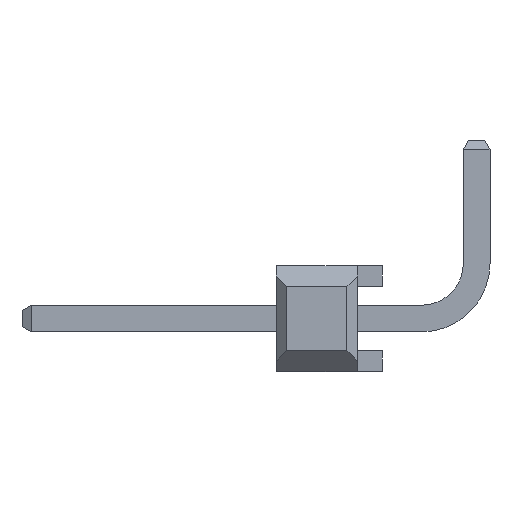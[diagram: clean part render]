
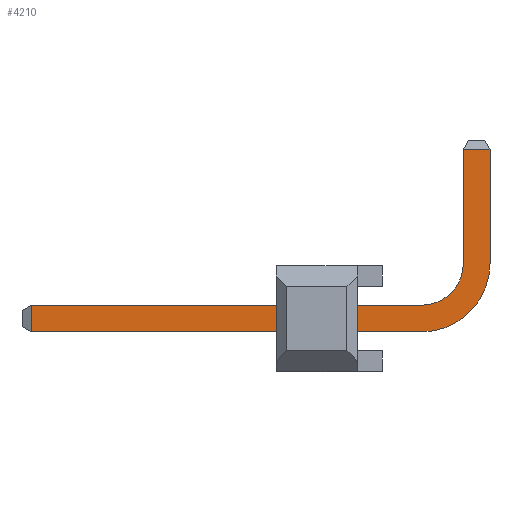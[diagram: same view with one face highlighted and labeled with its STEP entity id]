
A CAD part, left-side view. The second image highlights one B-rep face of the part: STEP entity #4210.
In plain terms, the highlighted planar face has unit normal (-1, 0, 0).
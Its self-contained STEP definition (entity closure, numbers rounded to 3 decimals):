
#3854=DIRECTION('',(0.,1.,0.));
#3855=VECTOR('',#3854,0.64);
#3856=CARTESIAN_POINT('',(-0.32,-0.32,9.223));
#3857=LINE('',#3856,#3855);
#3868=DIRECTION('',(0.,0.,-1.));
#3869=VECTOR('',#3868,9.363);
#3870=CARTESIAN_POINT('',(-0.32,-0.32,9.223));
#3871=LINE('',#3870,#3869);
#3875=CARTESIAN_POINT('',(-0.32,-1.32,-0.14));
#3876=DIRECTION('',(-1.,0.,0.));
#3877=DIRECTION('',(0.,1.,0.));
#3878=AXIS2_PLACEMENT_3D('',#3875,#3876,#3877);
#3883=DIRECTION('',(0.,-1.,0.));
#3884=VECTOR('',#3883,2.733);
#3885=CARTESIAN_POINT('',(-0.32,-1.32,-1.14));
#3886=LINE('',#3885,#3884);
#3919=DIRECTION('',(0.,0.,-1.));
#3920=VECTOR('',#3919,9.363);
#3921=CARTESIAN_POINT('',(-0.32,0.32,9.223));
#3922=LINE('',#3921,#3920);
#3933=CARTESIAN_POINT('',(-0.32,-1.32,-0.14));
#3934=DIRECTION('',(-1.,0.,0.));
#3935=DIRECTION('',(0.,1.,0.));
#3936=AXIS2_PLACEMENT_3D('',#3933,#3934,#3935);
#3948=DIRECTION('',(0.,-1.,0.));
#3949=VECTOR('',#3948,2.733);
#3950=CARTESIAN_POINT('',(-0.32,-1.32,-1.78));
#3951=LINE('',#3950,#3949);
#4018=DIRECTION('',(0.,0.,-1.));
#4019=VECTOR('',#4018,0.64);
#4020=CARTESIAN_POINT('',(-0.32,-4.053,-1.14));
#4021=LINE('',#4020,#4019);
#4069=CARTESIAN_POINT('',(-0.32,-0.32,-0.14));
#4071=VERTEX_POINT('',#4069);
#4072=CARTESIAN_POINT('',(-0.32,0.32,-0.14));
#4074=VERTEX_POINT('',#4072);
#4077=CARTESIAN_POINT('',(-0.32,-1.32,-1.14));
#4079=VERTEX_POINT('',#4077);
#4080=CARTESIAN_POINT('',(-0.32,-1.32,-1.78));
#4082=VERTEX_POINT('',#4080);
#4088=CARTESIAN_POINT('',(-0.32,0.32,9.223));
#4090=VERTEX_POINT('',#4088);
#4098=CARTESIAN_POINT('',(-0.32,-0.32,9.223));
#4099=VERTEX_POINT('',#4098);
#4110=CARTESIAN_POINT('',(-0.32,-4.053,-1.78));
#4111=VERTEX_POINT('',#4110);
#4114=CARTESIAN_POINT('',(-0.32,-4.053,-1.14));
#4115=VERTEX_POINT('',#4114);
#4188=CARTESIAN_POINT('',(-0.32,-0.32,9.44));
#4189=DIRECTION('',(-1.,0.,0.));
#4190=DIRECTION('',(0.,1.,0.));
#4191=AXIS2_PLACEMENT_3D('',#4188,#4189,#4190);
#4192=PLANE('',#4191);
#4193=ORIENTED_EDGE('',*,*,#4182,.F.);
#4195=ORIENTED_EDGE('',*,*,#4194,.T.);
#4197=ORIENTED_EDGE('',*,*,#4196,.T.);
#4199=ORIENTED_EDGE('',*,*,#4198,.T.);
#4201=ORIENTED_EDGE('',*,*,#4200,.T.);
#4203=ORIENTED_EDGE('',*,*,#4202,.F.);
#4205=ORIENTED_EDGE('',*,*,#4204,.F.);
#4207=ORIENTED_EDGE('',*,*,#4206,.F.);
#4208=EDGE_LOOP('',(#4193,#4195,#4197,#4199,#4201,#4203,#4205,#4207));
#4209=FACE_OUTER_BOUND('',#4208,.F.);
#4210=ADVANCED_FACE('',(#4209),#4192,.T.);
#3879=CIRCLE('',#3878,1.);
#3937=CIRCLE('',#3936,1.64);
#4182=EDGE_CURVE('',#4099,#4090,#3857,.T.);
#4194=EDGE_CURVE('',#4099,#4071,#3871,.T.);
#4196=EDGE_CURVE('',#4071,#4079,#3879,.T.);
#4198=EDGE_CURVE('',#4079,#4115,#3886,.T.);
#4200=EDGE_CURVE('',#4115,#4111,#4021,.T.);
#4202=EDGE_CURVE('',#4082,#4111,#3951,.T.);
#4204=EDGE_CURVE('',#4074,#4082,#3937,.T.);
#4206=EDGE_CURVE('',#4090,#4074,#3922,.T.);
